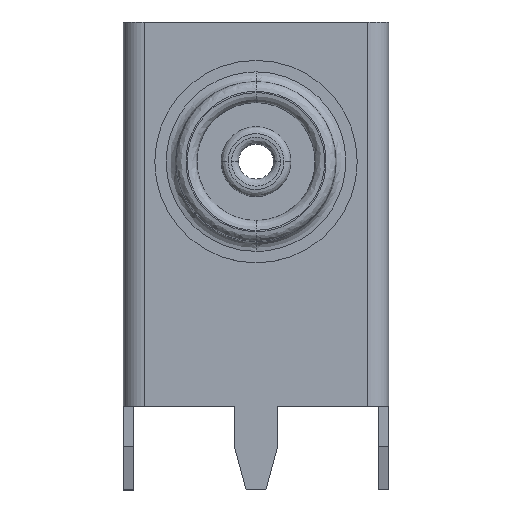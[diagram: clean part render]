
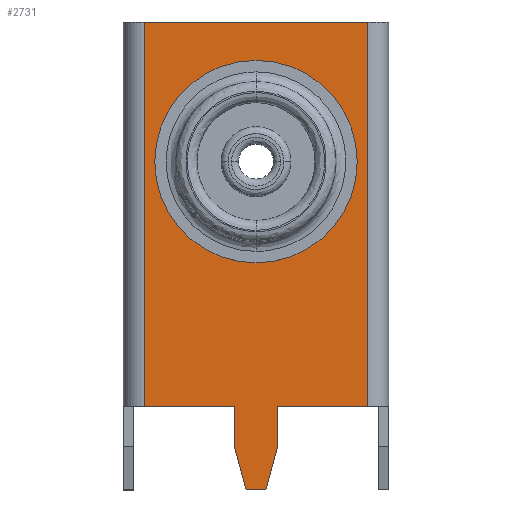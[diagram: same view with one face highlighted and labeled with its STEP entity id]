
A CAD part, top view. The second image highlights one B-rep face of the part: STEP entity #2731.
In plain terms, the highlighted planar face has unit normal (0, 0, 1).
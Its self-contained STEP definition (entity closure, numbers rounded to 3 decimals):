
#42 = DIRECTION ( 'NONE',  ( 0., 0., 1. ) ) ;
#71 = DIRECTION ( 'NONE',  ( 0., 1., 0. ) ) ;
#80 = VECTOR ( 'NONE', #930, 1000. ) ;
#91 = LINE ( 'NONE', #1082, #1260 ) ;
#170 = VECTOR ( 'NONE', #2121, 1000. ) ;
#171 = DIRECTION ( 'NONE',  ( 0., 1., 0. ) ) ;
#243 = LINE ( 'NONE', #492, #170 ) ;
#256 = EDGE_CURVE ( 'NONE', #294, #301, #2049, .T. ) ;
#294 = VERTEX_POINT ( 'NONE', #2323 ) ;
#301 = VERTEX_POINT ( 'NONE', #1734 ) ;
#331 = DIRECTION ( 'NONE',  ( 0., 0., -1. ) ) ;
#387 = VERTEX_POINT ( 'NONE', #745 ) ;
#411 = CARTESIAN_POINT ( 'NONE',  ( 5.5, -1.211, 0.267 ) ) ;
#466 = DIRECTION ( 'NONE',  ( -1., 0., 0. ) ) ;
#482 = LINE ( 'NONE', #2635, #2322 ) ;
#492 = CARTESIAN_POINT ( 'NONE',  ( 5.5, 12.759, 0.267 ) ) ;
#589 = DIRECTION ( 'NONE',  ( -1., 0., 0. ) ) ;
#719 = LINE ( 'NONE', #411, #1321 ) ;
#745 = CARTESIAN_POINT ( 'NONE',  ( 4.738, 7.679, 0.267 ) ) ;
#764 = DIRECTION ( 'NONE',  ( 0., 0., 1. ) ) ;
#775 = LINE ( 'NONE', #2367, #2608 ) ;
#803 = CARTESIAN_POINT ( 'NONE',  ( 5.5, 7.679, 0.267 ) ) ;
#836 = EDGE_CURVE ( 'NONE', #1264, #387, #2636, .T. ) ;
#903 = EDGE_CURVE ( 'NONE', #1128, #1198, #3438, .T. ) ;
#930 = DIRECTION ( 'NONE',  ( -0.259, -0.966, 0. ) ) ;
#949 = CARTESIAN_POINT ( 'NONE',  ( 6.287, -2.678, 0.267 ) ) ;
#966 = AXIS2_PLACEMENT_3D ( 'NONE', #803, #764, #1341 ) ;
#990 = EDGE_CURVE ( 'NONE', #1606, #1610, #1365, .T. ) ;
#999 = ORIENTED_EDGE ( 'NONE', *, *, #2853, .F. ) ;
#1011 = ORIENTED_EDGE ( 'NONE', *, *, #990, .F. ) ;
#1043 = DIRECTION ( 'NONE',  ( -1., 0., 0. ) ) ;
#1078 = CARTESIAN_POINT ( 'NONE',  ( 4.713, -2.678, 0.267 ) ) ;
#1082 = CARTESIAN_POINT ( 'NONE',  ( 5.5, -1.211, 0.267 ) ) ;
#1128 = VERTEX_POINT ( 'NONE', #2414 ) ;
#1144 = CARTESIAN_POINT ( 'NONE',  ( 9.564, -1.211, 0.267 ) ) ;
#1177 = FACE_OUTER_BOUND ( 'NONE', #2064, .T. ) ;
#1198 = VERTEX_POINT ( 'NONE', #1144 ) ;
#1238 = DIRECTION ( 'NONE',  ( 0., 1., 0. ) ) ;
#1260 = VECTOR ( 'NONE', #589, 1000. ) ;
#1264 = VERTEX_POINT ( 'NONE', #3190 ) ;
#1318 = ORIENTED_EDGE ( 'NONE', *, *, #836, .F. ) ;
#1321 = VECTOR ( 'NONE', #466, 1000. ) ;
#1341 = DIRECTION ( 'NONE',  ( 1., 0., 0. ) ) ;
#1355 = EDGE_CURVE ( 'NONE', #387, #1264, #2805, .T. ) ;
#1365 = LINE ( 'NONE', #2206, #2233 ) ;
#1402 = ORIENTED_EDGE ( 'NONE', *, *, #2470, .F. ) ;
#1523 = VERTEX_POINT ( 'NONE', #3186 ) ;
#1532 = EDGE_LOOP ( 'NONE', ( #1318, #1627 ) ) ;
#1606 = VERTEX_POINT ( 'NONE', #1636 ) ;
#1610 = VERTEX_POINT ( 'NONE', #1078 ) ;
#1626 = EDGE_CURVE ( 'NONE', #2721, #294, #2957, .T. ) ;
#1627 = ORIENTED_EDGE ( 'NONE', *, *, #1355, .F. ) ;
#1636 = CARTESIAN_POINT ( 'NONE',  ( 5.136, -4.259, 0.267 ) ) ;
#1640 = CARTESIAN_POINT ( 'NONE',  ( 5.5, 7.679, 0.267 ) ) ;
#1666 = PLANE ( 'NONE',  #3581 ) ;
#1734 = CARTESIAN_POINT ( 'NONE',  ( 5.864, -4.259, 0.267 ) ) ;
#1812 = ORIENTED_EDGE ( 'NONE', *, *, #3256, .F. ) ;
#2034 = VECTOR ( 'NONE', #171, 1000. ) ;
#2049 = LINE ( 'NONE', #949, #80 ) ;
#2059 = CARTESIAN_POINT ( 'NONE',  ( 9.564, -2.735, 0.267 ) ) ;
#2064 = EDGE_LOOP ( 'NONE', ( #3257, #2302, #1011, #1812, #3154, #2299, #1402, #2210, #999, #2752 ) ) ;
#2121 = DIRECTION ( 'NONE',  ( 1., 0., 0. ) ) ;
#2123 = VECTOR ( 'NONE', #2728, 1000. ) ;
#2128 = LINE ( 'NONE', #3503, #2034 ) ;
#2174 = VECTOR ( 'NONE', #3146, 1000. ) ;
#2206 = CARTESIAN_POINT ( 'NONE',  ( 5.136, -4.259, 0.267 ) ) ;
#2210 = ORIENTED_EDGE ( 'NONE', *, *, #903, .F. ) ;
#2233 = VECTOR ( 'NONE', #2238, 1000. ) ;
#2238 = DIRECTION ( 'NONE',  ( -0.259, 0.966, 0. ) ) ;
#2299 = ORIENTED_EDGE ( 'NONE', *, *, #1626, .F. ) ;
#2302 = ORIENTED_EDGE ( 'NONE', *, *, #3485, .F. ) ;
#2322 = VECTOR ( 'NONE', #1238, 1000. ) ;
#2323 = CARTESIAN_POINT ( 'NONE',  ( 6.287, -2.678, 0.267 ) ) ;
#2367 = CARTESIAN_POINT ( 'NONE',  ( 5.5, -4.259, 0.267 ) ) ;
#2414 = CARTESIAN_POINT ( 'NONE',  ( 9.564, 12.759, 0.267 ) ) ;
#2470 = EDGE_CURVE ( 'NONE', #1198, #2721, #91, .T. ) ;
#2500 = CARTESIAN_POINT ( 'NONE',  ( 6.287, -1.211, 0.267 ) ) ;
#2517 = AXIS2_PLACEMENT_3D ( 'NONE', #1640, #42, #3015 ) ;
#2559 = CARTESIAN_POINT ( 'NONE',  ( 5.5, -2.735, 0.267 ) ) ;
#2571 = EDGE_CURVE ( 'NONE', #2905, #1523, #719, .T. ) ;
#2608 = VECTOR ( 'NONE', #1043, 1000. ) ;
#2635 = CARTESIAN_POINT ( 'NONE',  ( 4.713, -2.735, 0.267 ) ) ;
#2636 = CIRCLE ( 'NONE', #2517, 0.762 ) ;
#2721 = VERTEX_POINT ( 'NONE', #2500 ) ;
#2728 = DIRECTION ( 'NONE',  ( 0., -1., 0. ) ) ;
#2731 = ADVANCED_FACE ( 'NONE', ( #1177, #3071 ), #1666, .F. ) ;
#2752 = ORIENTED_EDGE ( 'NONE', *, *, #3468, .F. ) ;
#2805 = CIRCLE ( 'NONE', #966, 0.762 ) ;
#2853 = EDGE_CURVE ( 'NONE', #3464, #1128, #243, .T. ) ;
#2905 = VERTEX_POINT ( 'NONE', #3498 ) ;
#2956 = CARTESIAN_POINT ( 'NONE',  ( 1.436, 12.759, 0.267 ) ) ;
#2957 = LINE ( 'NONE', #3562, #2123 ) ;
#3015 = DIRECTION ( 'NONE',  ( 1., 0., 0. ) ) ;
#3071 = FACE_BOUND ( 'NONE', #1532, .T. ) ;
#3146 = DIRECTION ( 'NONE',  ( 0., -1., 0. ) ) ;
#3154 = ORIENTED_EDGE ( 'NONE', *, *, #256, .F. ) ;
#3186 = CARTESIAN_POINT ( 'NONE',  ( 1.436, -1.211, 0.267 ) ) ;
#3190 = CARTESIAN_POINT ( 'NONE',  ( 6.262, 7.679, 0.267 ) ) ;
#3256 = EDGE_CURVE ( 'NONE', #301, #1606, #775, .T. ) ;
#3257 = ORIENTED_EDGE ( 'NONE', *, *, #2571, .F. ) ;
#3438 = LINE ( 'NONE', #2059, #2174 ) ;
#3464 = VERTEX_POINT ( 'NONE', #2956 ) ;
#3468 = EDGE_CURVE ( 'NONE', #1523, #3464, #2128, .T. ) ;
#3485 = EDGE_CURVE ( 'NONE', #1610, #2905, #482, .T. ) ;
#3498 = CARTESIAN_POINT ( 'NONE',  ( 4.713, -1.211, 0.267 ) ) ;
#3503 = CARTESIAN_POINT ( 'NONE',  ( 1.436, -2.735, 0.267 ) ) ;
#3562 = CARTESIAN_POINT ( 'NONE',  ( 6.287, -2.735, 0.267 ) ) ;
#3581 = AXIS2_PLACEMENT_3D ( 'NONE', #2559, #331, #71 ) ;
